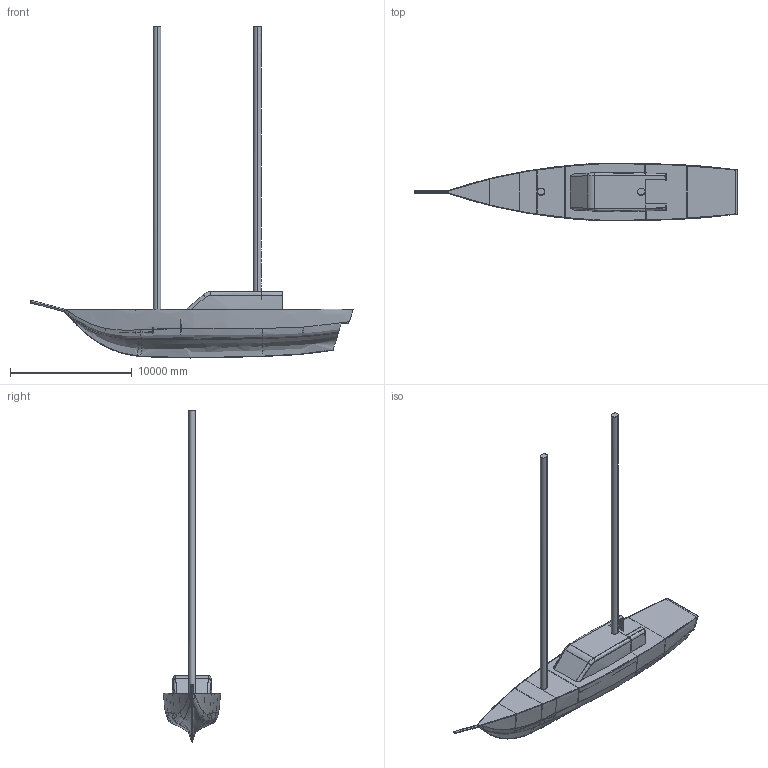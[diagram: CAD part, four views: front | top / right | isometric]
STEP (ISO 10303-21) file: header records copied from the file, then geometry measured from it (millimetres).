
FILE_DESCRIPTION(('FreeCAD Model'),'2;1');
FILE_NAME('Open CASCADE Shape Model','2025-05-05T18:17:12',('FreeCAD'),( 'FreeCAD'),'Open CASCADE STEP processor 7.6','FreeCAD','Unknown');
FILE_SCHEMA(('AUTOMOTIVE_DESIGN { 1 0 10303 214 1 1 1 1 }'));
Products named in the file (1): Open CASCADE STEP translator 7.6 1
Bounding box: 26542.76 x 4741.07 x 27312.86 mm (x, y, z)
Volume: 42645763008.5 mm3; surface area: 991814147.8 mm2
Topology: 2 solids, 8 shells, 293 faces, 792 edges, 519 vertices
Faces by surface type: bspline 293
Entity records: 74579 total; most frequent: CARTESIAN_POINT 69676, ORIENTED_EDGE 1582, EDGE_CURVE 791, B_SPLINE_CURVE_WITH_KNOTS 789, VERTEX_POINT 519, FACE_BOUND 304, EDGE_LOOP 304, ADVANCED_FACE 293
